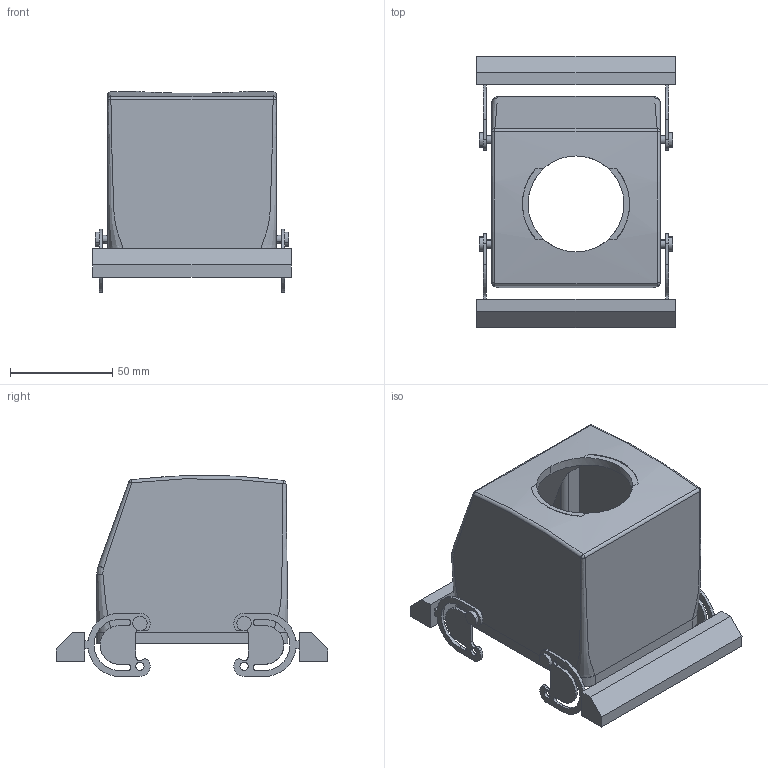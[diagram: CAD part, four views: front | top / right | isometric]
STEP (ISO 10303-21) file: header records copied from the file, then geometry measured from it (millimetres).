
FILE_DESCRIPTION(('CATIA V5 STEP Exchange','CAx-IF Rec.Pracs.--- Model Styling and Organization---1.4--- 2014-01-23'),'2;1');
FILE_NAME ('025921-1_2', '2019-10-26T09:11:26+00:00', ('none'), ('Weidmueller'), 'CATIA Version 5-6 Release 2016 SP3 HF44', 'CATIA V5 STEP AP214', 'none');
FILE_SCHEMA(('AUTOMOTIVE_DESIGN { 1 0 10303 214 1 1 1 1 }'));
Length unit declared in the file: millimetre
Products named in the file (1): 1902750000
Bounding box: 97 x 133 x 98.5 mm (x, y, z)
Volume: 170764.1 mm3; surface area: 83089.6 mm2
Topology: 2 solids, 6 shells, 284 faces, 755 edges, 500 vertices
Faces by surface type: plane 139, cylinder 131, bspline 12, torus 2
Entity records: 10033 total; most frequent: CARTESIAN_POINT 3376, ORIENTED_EDGE 1510, DIRECTION 1063, EDGE_CURVE 755, VERTEX_POINT 500, AXIS2_PLACEMENT_3D 450, VECTOR 427, LINE 427
